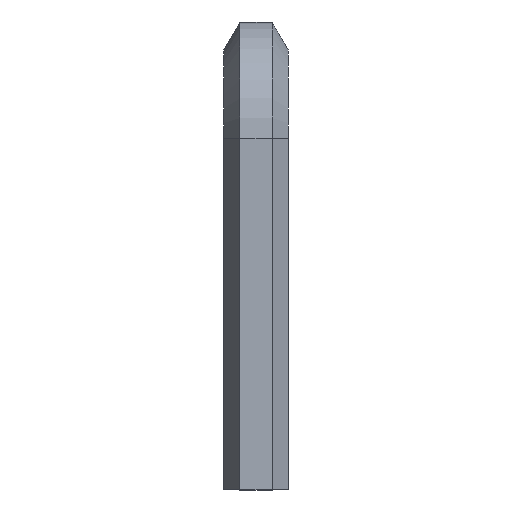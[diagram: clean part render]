
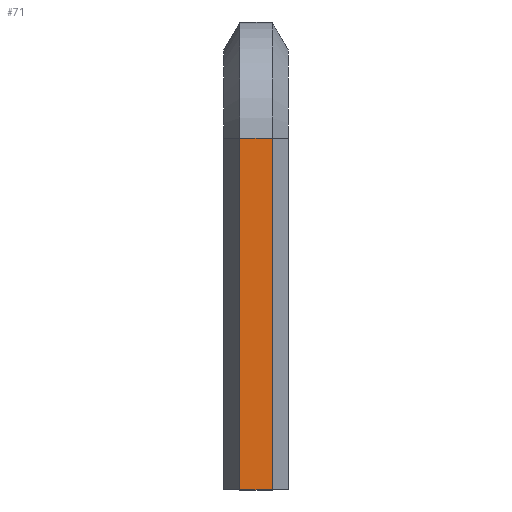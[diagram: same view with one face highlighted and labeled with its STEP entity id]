
A CAD part, top view. The second image highlights one B-rep face of the part: STEP entity #71.
In plain terms, the highlighted planar face has unit normal (0, 0, 1).
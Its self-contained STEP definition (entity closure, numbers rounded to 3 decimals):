
#1=CARTESIAN_POINT('POINT1',(-0.748,19.,
   1.295));
#2=VERTEX_POINT('VERTEX1',#1);
#11=CARTESIAN_POINT('POINT3',(-0.748,0.,
   1.295));
#12=VERTEX_POINT('VERTEX3',#11);
#13=CARTESIAN_POINT('POS2',(-0.748,
   0.,1.295));
#14=DIRECTION('DIR2',(0.,-1.,
   0.));
#15=VECTOR('VEC2',#14,1.);
#16=LINE('STRAIGHT2',#13,#15);
#17=EDGE_CURVE('EDGE2',#12,#2,#16,.F.);
#41=CARTESIAN_POINT('POINT5',(-2.48,
   19.,1.295));
#42=VERTEX_POINT('VERTEX5',#41);
#43=CARTESIAN_POINT('POS6',(-1.614,19.
   ,1.295));
#44=DIRECTION('DIR7',(1.,0.,0.));
#45=VECTOR('VEC5',#44,1.);
#46=LINE('STRAIGHT5',#43,#45);
#47=EDGE_CURVE('EDGE5',#42,#2,#46,.T.);
#48=ORIENTED_EDGE('COEDGE5',*,*,#47,.F.);
#49=CARTESIAN_POINT('POINT6',(-2.48,0.,
   1.295));
#50=VERTEX_POINT('VERTEX6',#49);
#51=CARTESIAN_POINT('POS7',(-2.48,0.,
   1.295));
#52=DIRECTION('DIR8',(0.,-1.,
   0.));
#53=VECTOR('VEC6',#52,1.);
#54=LINE('STRAIGHT6',#51,#53);
#55=EDGE_CURVE('EDGE6',#50,#42,#54,.F.);
#56=ORIENTED_EDGE('COEDGE6',*,*,#55,.F.);
#57=CARTESIAN_POINT('POS8',(-2.047,0.,
   1.295));
#58=DIRECTION('DIR9',(1.,0.,0.));
#59=VECTOR('VEC7',#58,1.);
#60=LINE('STRAIGHT7',#57,#59);
#61=EDGE_CURVE('EDGE7',#12,#50,#60,.F.);
#62=ORIENTED_EDGE('COEDGE7',*,*,#61,.F.);
#63=ORIENTED_EDGE('COEDGE8',*,*,#17,.T.);
#64=EDGE_LOOP('NONE',(#48,#56,#62,#63));
#65=FACE_BOUND('LOOP1',#64,.T.);
#66=CARTESIAN_POINT('POS9',(-2.48,0.,1.295
   ));
#67=DIRECTION('DIR10',(0.,0.,
   -1.));
#68=DIRECTION('DIR11',(1.,0.,
   0.));
#69=AXIS2_PLACEMENT_3D('AXIS2',#66,#67,#68);
#70=PLANE('PLANE2',#69);
#71=ADVANCED_FACE('FACE2',(#65),#70,.F.);
